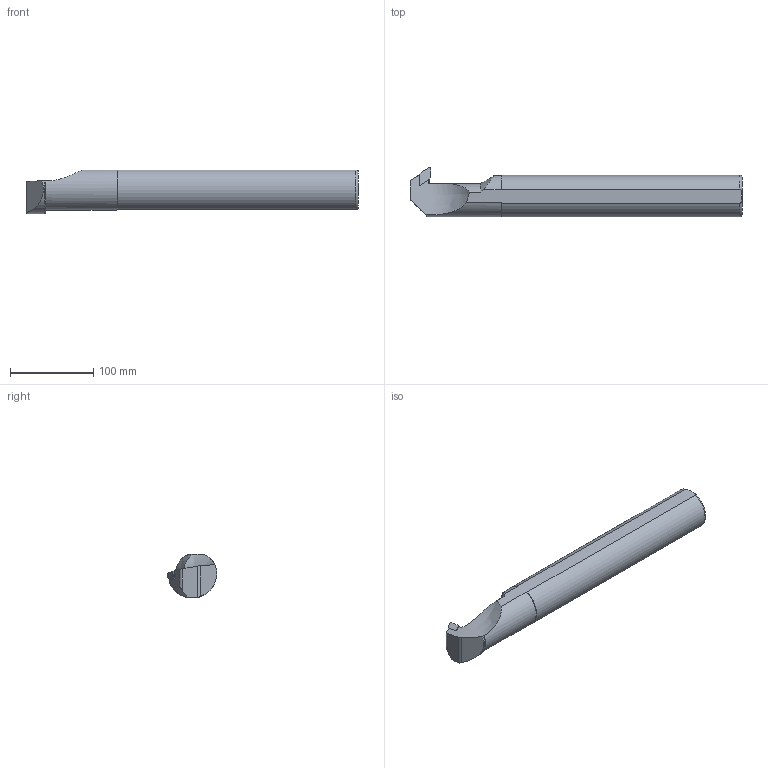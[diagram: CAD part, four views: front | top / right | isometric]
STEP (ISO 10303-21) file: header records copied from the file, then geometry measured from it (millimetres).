
FILE_DESCRIPTION(/* description */ (''),/* implementation_level */ '2;1');
FILE_NAME(/* name */ 'S50V-PDXNL-15.stp',/* time_stamp */ '2023-10-23T10:10:51+03:00',/* author */ (''),/* organization */ (''),/* preprocessor_version */ 'ST-DEVELOPER v19.4',/* originating_system */ 'SIEMENS PLM Software NX2306.3001',/* authorisation */ '');
FILE_SCHEMA (('AUTOMOTIVE_DESIGN { 1 0 10303 214 3 1 1 1 }'));
Length unit declared in the file: millimetre
Products named in the file (1): S50V-PDXNR-15
Bounding box: 400 x 60 x 52.93 mm (x, y, z)
Volume: 713332.9 mm3; surface area: 65168.4 mm2
Topology: 2 solids, 2 shells, 60 faces, 160 edges, 104 vertices
Faces by surface type: plane 28, cylinder 22, cone 5, torus 3, extrusion 1, bspline 1
Entity records: 2426 total; most frequent: CARTESIAN_POINT 844, ORIENTED_EDGE 316, DIRECTION 289, EDGE_CURVE 158, AXIS2_PLACEMENT_3D 110, VERTEX_POINT 103, VECTOR 69, LINE 68
